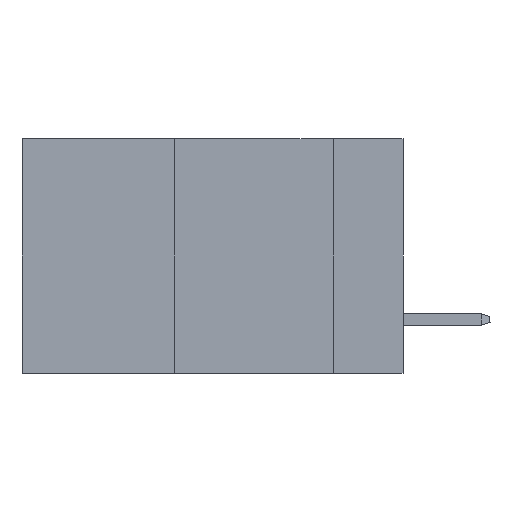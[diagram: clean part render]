
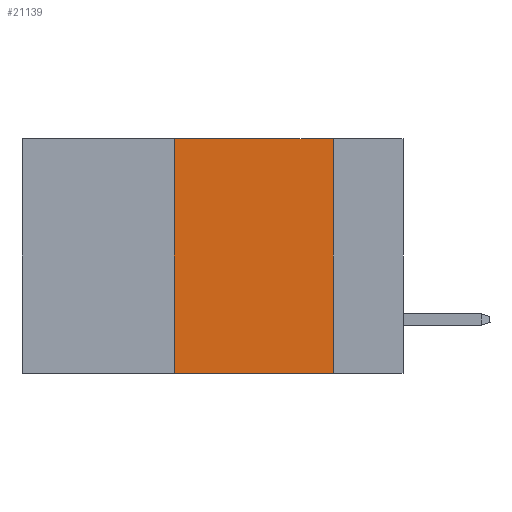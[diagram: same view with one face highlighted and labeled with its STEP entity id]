
A CAD part, left-side view. The second image highlights one B-rep face of the part: STEP entity #21139.
In plain terms, the highlighted planar face has unit normal (-1, 0, 0).
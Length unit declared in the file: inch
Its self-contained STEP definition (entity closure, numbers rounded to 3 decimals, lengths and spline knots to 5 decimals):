
#143 = CARTESIAN_POINT ( 'NONE',  ( 0., 0.36, 0. ) ) ;
#239 = EDGE_LOOP ( 'NONE', ( #15163, #19327, #24468, #25927 ) ) ;
#1263 = VECTOR ( 'NONE', #9534, 39.37008 ) ;
#2088 = LINE ( 'NONE', #26933, #25501 ) ;
#4191 = LINE ( 'NONE', #20389, #5652 ) ;
#4265 = PLANE ( 'NONE',  #33585 ) ;
#5157 = EDGE_CURVE ( 'NONE', #12694, #14076, #33619, .T. ) ;
#5652 = VECTOR ( 'NONE', #16889, 39.37008 ) ;
#9534 = DIRECTION ( 'NONE',  ( 0., -1., 0. ) ) ;
#10875 = CARTESIAN_POINT ( 'NONE',  ( 0., 0.11, -0.37 ) ) ;
#12655 = VECTOR ( 'NONE', #18698, 39.37008 ) ;
#12694 = VERTEX_POINT ( 'NONE', #19347 ) ;
#14076 = VERTEX_POINT ( 'NONE', #143 ) ;
#15163 = ORIENTED_EDGE ( 'NONE', *, *, #29449, .F. ) ;
#16771 = DIRECTION ( 'NONE',  ( 1., 0., 0. ) ) ;
#16889 = DIRECTION ( 'NONE',  ( 0., -1., 0. ) ) ;
#17175 = CARTESIAN_POINT ( 'NONE',  ( 0., 0.6, 0. ) ) ;
#18340 = CARTESIAN_POINT ( 'NONE',  ( 0., 0.6, -0.37 ) ) ;
#18698 = DIRECTION ( 'NONE',  ( 0., 0., 1. ) ) ;
#19327 = ORIENTED_EDGE ( 'NONE', *, *, #26119, .F. ) ;
#19347 = CARTESIAN_POINT ( 'NONE',  ( 0., 0.36, -0.37 ) ) ;
#20389 = CARTESIAN_POINT ( 'NONE',  ( 0., 0.6, 0. ) ) ;
#21139 = ADVANCED_FACE ( 'NONE', ( #35412 ), #4265, .F. ) ;
#24468 = ORIENTED_EDGE ( 'NONE', *, *, #5157, .F. ) ;
#25501 = VECTOR ( 'NONE', #36104, 39.37008 ) ;
#25922 = CARTESIAN_POINT ( 'NONE',  ( 0., 0.11, 0. ) ) ;
#25927 = ORIENTED_EDGE ( 'NONE', *, *, #29139, .T. ) ;
#26119 = EDGE_CURVE ( 'NONE', #14076, #39094, #4191, .T. ) ;
#26933 = CARTESIAN_POINT ( 'NONE',  ( 0., 0.11, 0. ) ) ;
#27738 = CARTESIAN_POINT ( 'NONE',  ( 0., 0.36, 0. ) ) ;
#29139 = EDGE_CURVE ( 'NONE', #12694, #34926, #31416, .T. ) ;
#29449 = EDGE_CURVE ( 'NONE', #39094, #34926, #2088, .T. ) ;
#29683 = DIRECTION ( 'NONE',  ( 0., 0., -1. ) ) ;
#31416 = LINE ( 'NONE', #18340, #1263 ) ;
#33585 = AXIS2_PLACEMENT_3D ( 'NONE', #17175, #16771, #29683 ) ;
#33619 = LINE ( 'NONE', #27738, #12655 ) ;
#34926 = VERTEX_POINT ( 'NONE', #10875 ) ;
#35412 = FACE_OUTER_BOUND ( 'NONE', #239, .T. ) ;
#36104 = DIRECTION ( 'NONE',  ( 0., 0., -1. ) ) ;
#39094 = VERTEX_POINT ( 'NONE', #25922 ) ;
